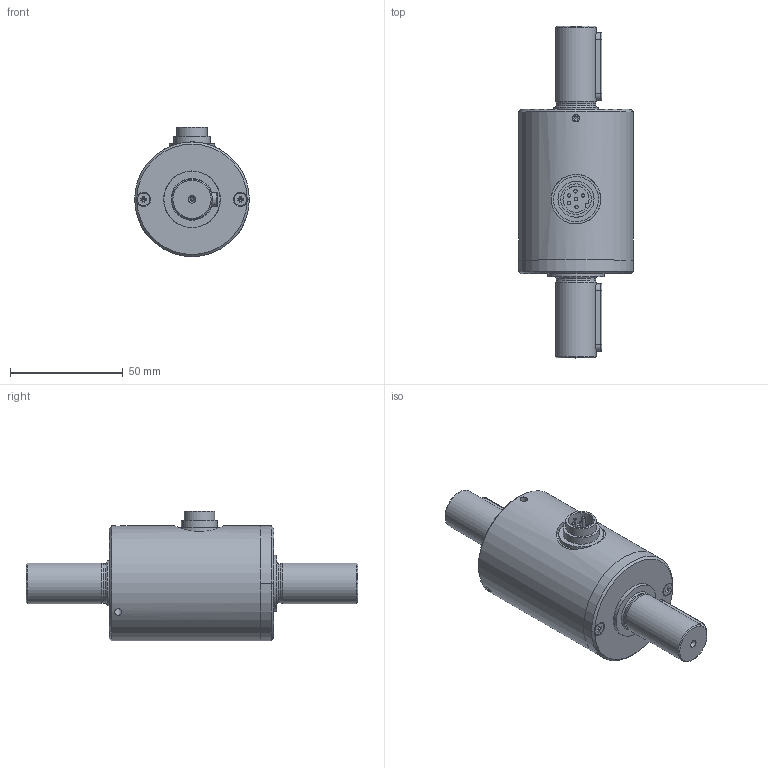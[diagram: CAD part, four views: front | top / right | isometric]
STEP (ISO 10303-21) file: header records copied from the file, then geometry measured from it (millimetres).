
FILE_DESCRIPTION( ( 'Unknown' ), '1' );
FILE_NAME( '2452-Z15_DOC-00092399.stp', 'Unknown', ( 'Unknown' ), ( 'Unknown' ), 'PSStep 17.0.49', 'Unknown', ' ' );
FILE_SCHEMA( ( 'AUTOMOTIVE_DESIGN { 1 0 10303 214 1 1 1 1 }' ) );
Length unit declared in the file: millimetre
Products named in the file (12): Assem1; 10000-100_doc-00013157; 2452-005; gewindestift din 914-m4x10; gewindestift din 914-m4x10-oa0; gewindestift din 914-m4x10-oa1; 2177-010_Welle_DOC-00070059; Paßfeder A6x6x30 DIN 6885_DOC-00070061; Paßfeder A6x6x30 DIN 6885_DOC-00070061-oa2; Senkschraube DIN 965-M3x12-H; Senkschraube DIN 965-M3x12-H-oa3; 2452-004_DOC-00106213
Assembly tree (11 placements, depth 2):
  Assem1
    10000-100_doc-00013157
    2452-005
    gewindestift din 914-m4x10
    gewindestift din 914-m4x10-oa0
    gewindestift din 914-m4x10-oa1
    2177-010_Welle_DOC-00070059
    Paßfeder A6x6x30 DIN 6885_DOC-00070061
    Paßfeder A6x6x30 DIN 6885_DOC-00070061-oa2
    Senkschraube DIN 965-M3x12-H
    Senkschraube DIN 965-M3x12-H-oa3
    2452-004_DOC-00106213
Bounding box: 51 x 147.5 x 57.5 mm (x, y, z)
Volume: 121784.7 mm3; surface area: 41702.6 mm2
Topology: 11 solids, 11 shells, 227 faces, 499 edges, 316 vertices
Faces by surface type: plane 114, cylinder 75, cone 26, torus 12
Full cylindrical faces by diameter (mm): 1.5 x6, 1.6 x2, 2.387 x2, 2.459 x4, 3 x2, 3.242 x3, 3.4 x2, 4 x3, 5.6 x2, 13.6 x1, 15 x1, 16 x1, 17.188 x1, 17.4 x1, 17.6 x1, 18 x3, 20 x3, 22 x2, 25 x1, 39 x1, 51 x1
Entity records: 8248 total; most frequent: CARTESIAN_POINT 1546, DIRECTION 1042, ORIENTED_EDGE 798, AXIS2_PLACEMENT_3D 420, EDGE_CURVE 399, EDGE_LOOP 336, VERTEX_POINT 292, FACE_OUTER_BOUND 274
